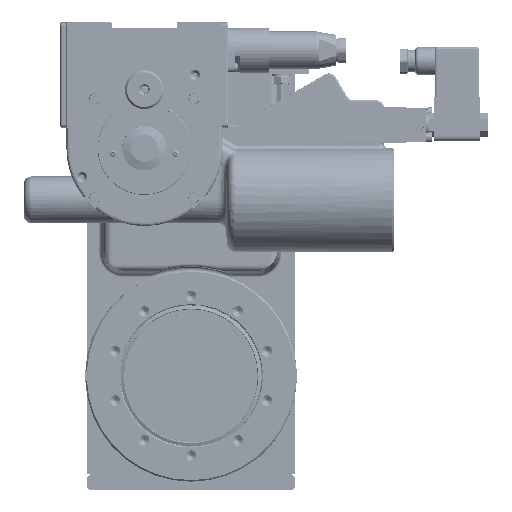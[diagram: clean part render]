
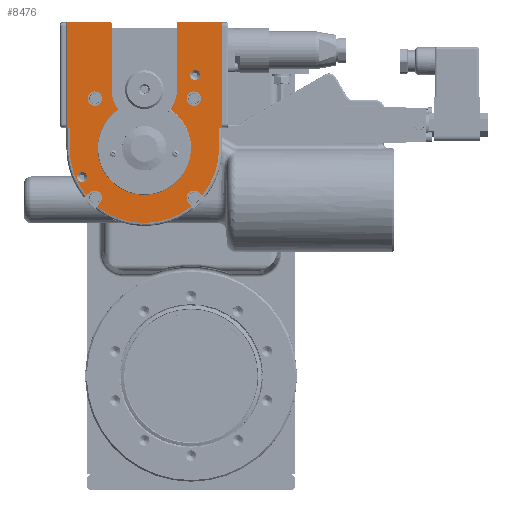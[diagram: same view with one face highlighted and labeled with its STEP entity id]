
A CAD part, top view. The second image highlights one B-rep face of the part: STEP entity #8476.
In plain terms, the highlighted face is planar.
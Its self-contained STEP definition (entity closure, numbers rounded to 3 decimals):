
#8476=ADVANCED_FACE('',(#12628,#12629,#12630,#12631,#12632),#10705,.T.);
#10705=PLANE('',#41811);
#12628=FACE_BOUND('',#14240,.T.);
#12629=FACE_BOUND('',#14241,.T.);
#12630=FACE_BOUND('',#14242,.T.);
#12631=FACE_BOUND('',#14243,.T.);
#12632=FACE_BOUND('',#14244,.T.);
#14240=EDGE_LOOP('',(#19437,#19438,#19439,#19440,#19441,#19442,#19443,#19444,
#19445,#19446,#19447,#19448,#19449,#19450,#19451,#19452,#19453,#19454,#19455,
#19456,#19457,#19458,#19459,#19460));
#14241=EDGE_LOOP('',(#19461));
#14242=EDGE_LOOP('',(#19462));
#14243=EDGE_LOOP('',(#19463));
#14244=EDGE_LOOP('',(#19464));
#17383=CIRCLE('',#41797,48.);
#17384=CIRCLE('',#41798,4.65);
#17385=CIRCLE('',#41799,48.);
#17386=CIRCLE('',#41800,4.65);
#17387=CIRCLE('',#41801,48.);
#17388=CIRCLE('',#41802,1.);
#17389=CIRCLE('',#41803,21.);
#17390=CIRCLE('',#41804,29.993);
#17391=CIRCLE('',#41805,21.);
#17392=CIRCLE('',#41806,1.);
#17393=CIRCLE('',#41807,3.25);
#17394=CIRCLE('',#41808,3.25);
#17395=CIRCLE('',#41809,4.625);
#17396=CIRCLE('',#41810,4.625);
#19437=ORIENTED_EDGE('',*,*,#32464,.F.);
#19438=ORIENTED_EDGE('',*,*,#32465,.T.);
#19439=ORIENTED_EDGE('',*,*,#32466,.T.);
#19440=ORIENTED_EDGE('',*,*,#32467,.F.);
#19441=ORIENTED_EDGE('',*,*,#32468,.F.);
#19442=ORIENTED_EDGE('',*,*,#32469,.F.);
#19443=ORIENTED_EDGE('',*,*,#32470,.F.);
#19444=ORIENTED_EDGE('',*,*,#32471,.F.);
#19445=ORIENTED_EDGE('',*,*,#32472,.F.);
#19446=ORIENTED_EDGE('',*,*,#32473,.T.);
#19447=ORIENTED_EDGE('',*,*,#32474,.T.);
#19448=ORIENTED_EDGE('',*,*,#32475,.T.);
#19449=ORIENTED_EDGE('',*,*,#32476,.F.);
#19450=ORIENTED_EDGE('',*,*,#32477,.F.);
#19451=ORIENTED_EDGE('',*,*,#32478,.T.);
#19452=ORIENTED_EDGE('',*,*,#32479,.T.);
#19453=ORIENTED_EDGE('',*,*,#32480,.F.);
#19454=ORIENTED_EDGE('',*,*,#32481,.F.);
#19455=ORIENTED_EDGE('',*,*,#32482,.F.);
#19456=ORIENTED_EDGE('',*,*,#32483,.F.);
#19457=ORIENTED_EDGE('',*,*,#32484,.F.);
#19458=ORIENTED_EDGE('',*,*,#32485,.F.);
#19459=ORIENTED_EDGE('',*,*,#32486,.F.);
#19460=ORIENTED_EDGE('',*,*,#32487,.F.);
#19461=ORIENTED_EDGE('',*,*,#32488,.F.);
#19462=ORIENTED_EDGE('',*,*,#32489,.F.);
#19463=ORIENTED_EDGE('',*,*,#32490,.F.);
#19464=ORIENTED_EDGE('',*,*,#32491,.F.);
#29024=VERTEX_POINT('',#56549);
#29025=VERTEX_POINT('',#56550);
#29026=VERTEX_POINT('',#56552);
#29027=VERTEX_POINT('',#56554);
#29028=VERTEX_POINT('',#56556);
#29029=VERTEX_POINT('',#56558);
#29030=VERTEX_POINT('',#56560);
#29031=VERTEX_POINT('',#56562);
#29032=VERTEX_POINT('',#56564);
#29033=VERTEX_POINT('',#56566);
#29034=VERTEX_POINT('',#56568);
#29035=VERTEX_POINT('',#56570);
#29036=VERTEX_POINT('',#56572);
#29037=VERTEX_POINT('',#56574);
#29038=VERTEX_POINT('',#56576);
#29039=VERTEX_POINT('',#56578);
#29040=VERTEX_POINT('',#56580);
#29041=VERTEX_POINT('',#56582);
#29042=VERTEX_POINT('',#56584);
#29043=VERTEX_POINT('',#56586);
#29044=VERTEX_POINT('',#56588);
#29045=VERTEX_POINT('',#56590);
#29046=VERTEX_POINT('',#56592);
#29047=VERTEX_POINT('',#56594);
#29048=VERTEX_POINT('',#56597);
#29049=VERTEX_POINT('',#56599);
#29050=VERTEX_POINT('',#56601);
#29051=VERTEX_POINT('',#56603);
#32464=EDGE_CURVE('',#29024,#29025,#37167,.T.);
#32465=EDGE_CURVE('',#29024,#29026,#37168,.T.);
#32466=EDGE_CURVE('',#29026,#29027,#37169,.T.);
#32467=EDGE_CURVE('',#29028,#29027,#37170,.T.);
#32468=EDGE_CURVE('',#29029,#29028,#17383,.T.);
#32469=EDGE_CURVE('',#29030,#29029,#37171,.T.);
#32470=EDGE_CURVE('',#29031,#29030,#17384,.T.);
#32471=EDGE_CURVE('',#29032,#29031,#37172,.T.);
#32472=EDGE_CURVE('',#29033,#29032,#17385,.T.);
#32473=EDGE_CURVE('',#29033,#29034,#37173,.T.);
#32474=EDGE_CURVE('',#29034,#29035,#17386,.T.);
#32475=EDGE_CURVE('',#29035,#29036,#37174,.T.);
#32476=EDGE_CURVE('',#29037,#29036,#17387,.T.);
#32477=EDGE_CURVE('',#29038,#29037,#37175,.T.);
#32478=EDGE_CURVE('',#29038,#29039,#37176,.T.);
#32479=EDGE_CURVE('',#29039,#29040,#37177,.T.);
#32480=EDGE_CURVE('',#29041,#29040,#37178,.T.);
#32481=EDGE_CURVE('',#29042,#29041,#17388,.T.);
#32482=EDGE_CURVE('',#29043,#29042,#37179,.T.);
#32483=EDGE_CURVE('',#29044,#29043,#17389,.T.);
#32484=EDGE_CURVE('',#29045,#29044,#17390,.T.);
#32485=EDGE_CURVE('',#29046,#29045,#17391,.T.);
#32486=EDGE_CURVE('',#29047,#29046,#37180,.T.);
#32487=EDGE_CURVE('',#29025,#29047,#17392,.T.);
#32488=EDGE_CURVE('',#29048,#29048,#17393,.T.);
#32489=EDGE_CURVE('',#29049,#29049,#17394,.T.);
#32490=EDGE_CURVE('',#29050,#29050,#17395,.T.);
#32491=EDGE_CURVE('',#29051,#29051,#17396,.T.);
#37167=LINE('',#56548,#39404);
#37168=LINE('',#56551,#39405);
#37169=LINE('',#56553,#39406);
#37170=LINE('',#56555,#39407);
#37171=LINE('',#56559,#39408);
#37172=LINE('',#56563,#39409);
#37173=LINE('',#56567,#39410);
#37174=LINE('',#56571,#39411);
#37175=LINE('',#56575,#39412);
#37176=LINE('',#56577,#39413);
#37177=LINE('',#56579,#39414);
#37178=LINE('',#56581,#39415);
#37179=LINE('',#56585,#39416);
#37180=LINE('',#56593,#39417);
#39404=VECTOR('',#46048,1.);
#39405=VECTOR('',#46049,1.);
#39406=VECTOR('',#46050,1.);
#39407=VECTOR('',#46051,1.);
#39408=VECTOR('',#46054,1.);
#39409=VECTOR('',#46057,1.);
#39410=VECTOR('',#46060,1.);
#39411=VECTOR('',#46063,1.);
#39412=VECTOR('',#46066,1.);
#39413=VECTOR('',#46067,1.);
#39414=VECTOR('',#46068,1.);
#39415=VECTOR('',#46069,1.);
#39416=VECTOR('',#46072,1.);
#39417=VECTOR('',#46079,1.);
#41797=AXIS2_PLACEMENT_3D('',#56557,#46052,#46053);
#41798=AXIS2_PLACEMENT_3D('',#56561,#46055,#46056);
#41799=AXIS2_PLACEMENT_3D('',#56565,#46058,#46059);
#41800=AXIS2_PLACEMENT_3D('',#56569,#46061,#46062);
#41801=AXIS2_PLACEMENT_3D('',#56573,#46064,#46065);
#41802=AXIS2_PLACEMENT_3D('',#56583,#46070,#46071);
#41803=AXIS2_PLACEMENT_3D('',#56587,#46073,#46074);
#41804=AXIS2_PLACEMENT_3D('',#56589,#46075,#46076);
#41805=AXIS2_PLACEMENT_3D('',#56591,#46077,#46078);
#41806=AXIS2_PLACEMENT_3D('',#56595,#46080,#46081);
#41807=AXIS2_PLACEMENT_3D('',#56596,#46082,#46083);
#41808=AXIS2_PLACEMENT_3D('',#56598,#46084,#46085);
#41809=AXIS2_PLACEMENT_3D('',#56600,#46086,#46087);
#41810=AXIS2_PLACEMENT_3D('',#56602,#46088,#46089);
#41811=AXIS2_PLACEMENT_3D('',#56604,#46090,#46091);
#46048=DIRECTION('',(1.,0.,0.));
#46049=DIRECTION('',(0.,1.,0.));
#46050=DIRECTION('',(1.,0.,0.));
#46051=DIRECTION('',(0.,-1.,0.));
#46052=DIRECTION('',(0.,0.,1.));
#46053=DIRECTION('',(-1.,0.,0.));
#46054=DIRECTION('',(-0.776,0.63,0.));
#46055=DIRECTION('',(0.,0.,-1.));
#46056=DIRECTION('',(-1.,0.,0.));
#46057=DIRECTION('',(0.63,-0.776,0.));
#46058=DIRECTION('',(0.,0.,1.));
#46059=DIRECTION('',(-1.,0.,0.));
#46060=DIRECTION('',(-0.63,-0.776,0.));
#46061=DIRECTION('',(0.,0.,1.));
#46062=DIRECTION('',(-1.,0.,0.));
#46063=DIRECTION('',(0.776,0.63,0.));
#46064=DIRECTION('',(0.,0.,1.));
#46065=DIRECTION('',(-1.,0.,0.));
#46066=DIRECTION('',(0.,1.,0.));
#46067=DIRECTION('',(1.,0.,0.));
#46068=DIRECTION('',(0.,-1.,0.));
#46069=DIRECTION('',(1.,0.,0.));
#46070=DIRECTION('',(0.,0.,1.));
#46071=DIRECTION('',(-1.,0.,0.));
#46072=DIRECTION('',(0.,-1.,0.));
#46073=DIRECTION('',(0.,0.,-1.));
#46074=DIRECTION('',(-1.,0.,0.));
#46075=DIRECTION('',(0.,0.,-1.));
#46076=DIRECTION('',(1.,0.,0.));
#46077=DIRECTION('',(0.,0.,-1.));
#46078=DIRECTION('',(-1.,0.,0.));
#46079=DIRECTION('',(0.,1.,0.));
#46080=DIRECTION('',(0.,0.,1.));
#46081=DIRECTION('',(-1.,0.,0.));
#46082=DIRECTION('',(0.,0.,-1.));
#46083=DIRECTION('',(-1.,0.,0.));
#46084=DIRECTION('',(0.,0.,-1.));
#46085=DIRECTION('',(-1.,0.,0.));
#46086=DIRECTION('',(0.,0.,-1.));
#46087=DIRECTION('',(-1.,0.,0.));
#46088=DIRECTION('',(0.,0.,-1.));
#46089=DIRECTION('',(-1.,0.,0.));
#46090=DIRECTION('',(0.,0.,-1.));
#46091=DIRECTION('',(-1.,0.,0.));
#56548=CARTESIAN_POINT('',(-22.,-81.,1.15));
#56549=CARTESIAN_POINT('',(-49.8,-81.,1.15));
#56550=CARTESIAN_POINT('',(-22.,-81.,1.15));
#56551=CARTESIAN_POINT('',(-49.8,0.,1.15));
#56552=CARTESIAN_POINT('',(-49.8,-12.9,1.15));
#56553=CARTESIAN_POINT('',(-50.,-12.9,1.15));
#56554=CARTESIAN_POINT('',(-48.,-12.9,1.15));
#56555=CARTESIAN_POINT('',(-48.,0.,1.15));
#56556=CARTESIAN_POINT('',(-48.,0.,1.15));
#56557=CARTESIAN_POINT('',(0.,0.,1.15));
#56558=CARTESIAN_POINT('',(-37.269,30.25,1.15));
#56559=CARTESIAN_POINT('',(-34.73,28.19,1.15));
#56560=CARTESIAN_POINT('',(-34.73,28.19,1.15));
#56561=CARTESIAN_POINT('',(-31.8,31.8,1.15));
#56562=CARTESIAN_POINT('',(-28.19,34.73,1.15));
#56563=CARTESIAN_POINT('',(-30.874,38.037,1.15));
#56564=CARTESIAN_POINT('',(-30.25,37.269,1.15));
#56565=CARTESIAN_POINT('',(0.,0.,1.15));
#56566=CARTESIAN_POINT('',(30.25,37.269,1.15));
#56567=CARTESIAN_POINT('',(30.874,38.037,1.15));
#56568=CARTESIAN_POINT('',(28.19,34.73,1.15));
#56569=CARTESIAN_POINT('',(31.8,31.8,1.15));
#56570=CARTESIAN_POINT('',(34.73,28.19,1.15));
#56571=CARTESIAN_POINT('',(34.73,28.19,1.15));
#56572=CARTESIAN_POINT('',(37.269,30.25,1.15));
#56573=CARTESIAN_POINT('',(0.,0.,1.15));
#56574=CARTESIAN_POINT('',(48.,0.,1.15));
#56575=CARTESIAN_POINT('',(48.,-81.,1.15));
#56576=CARTESIAN_POINT('',(48.,-12.9,1.15));
#56577=CARTESIAN_POINT('',(48.,-12.9,1.15));
#56578=CARTESIAN_POINT('',(49.8,-12.9,1.15));
#56579=CARTESIAN_POINT('',(49.8,0.,1.15));
#56580=CARTESIAN_POINT('',(49.8,-81.,1.15));
#56581=CARTESIAN_POINT('',(50.,-81.,1.15));
#56582=CARTESIAN_POINT('',(22.,-81.,1.15));
#56583=CARTESIAN_POINT('',(22.,-80.,1.15));
#56584=CARTESIAN_POINT('',(21.,-80.,1.15));
#56585=CARTESIAN_POINT('',(21.,-80.,1.15));
#56586=CARTESIAN_POINT('',(21.,-37.55,1.15));
#56587=CARTESIAN_POINT('',(0.,-37.55,1.15));
#56588=CARTESIAN_POINT('',(16.748,-24.881,1.15));
#56589=CARTESIAN_POINT('',(0.,0.,1.15));
#56590=CARTESIAN_POINT('',(-16.748,-24.881,1.15));
#56591=CARTESIAN_POINT('',(0.,-37.55,1.15));
#56592=CARTESIAN_POINT('',(-21.,-37.55,1.15));
#56593=CARTESIAN_POINT('',(-21.,-78.,1.15));
#56594=CARTESIAN_POINT('',(-21.,-80.,1.15));
#56595=CARTESIAN_POINT('',(-22.,-80.,1.15));
#56596=CARTESIAN_POINT('',(-40.,18.5,1.15));
#56597=CARTESIAN_POINT('',(-43.25,18.5,1.15));
#56598=CARTESIAN_POINT('',(32.5,-47.,1.15));
#56599=CARTESIAN_POINT('',(29.25,-47.,1.15));
#56600=CARTESIAN_POINT('',(-31.8,-31.8,1.15));
#56601=CARTESIAN_POINT('',(-36.425,-31.8,1.15));
#56602=CARTESIAN_POINT('',(31.8,-31.8,1.15));
#56603=CARTESIAN_POINT('',(27.175,-31.8,1.15));
#56604=CARTESIAN_POINT('',(0.,0.,1.15));
